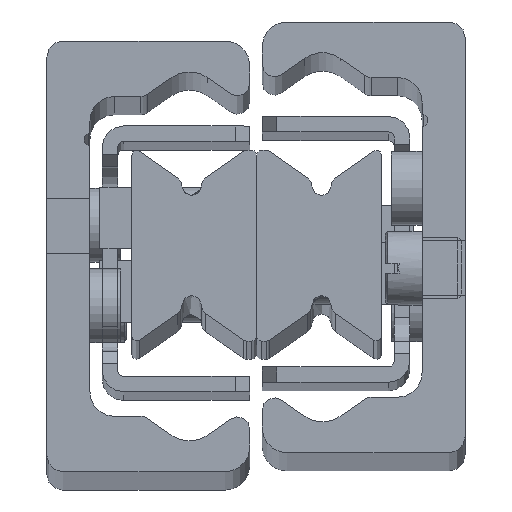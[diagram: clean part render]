
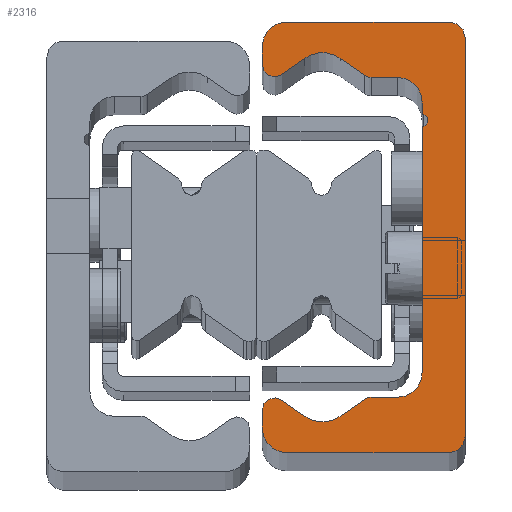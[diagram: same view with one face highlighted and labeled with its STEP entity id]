
A CAD part, top view. The second image highlights one B-rep face of the part: STEP entity #2316.
In plain terms, the highlighted face is planar.
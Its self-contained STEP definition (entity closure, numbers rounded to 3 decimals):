
#1309=CARTESIAN_POINT('',(-0.001,1.3,0.0));
#1310=VERTEX_POINT('',#1309);
#1317=CARTESIAN_POINT('',(1.299,0.,0.0));
#1318=VERTEX_POINT('',#1317);
#1319=CARTESIAN_POINT('',(1.299,1.3,0.0));
#1320=DIRECTION('',(0.0,0.0,1.0));
#1321=DIRECTION('',(-1.0,0.0,0.0));
#1322=AXIS2_PLACEMENT_3D('',#1319,#1320,#1321);
#1323=CIRCLE('',#1322,1.3);
#1324=EDGE_CURVE('',#1310,#1318,#1323,.T.);
#1348=CARTESIAN_POINT('',(-0.001,33.7,0.0));
#1349=VERTEX_POINT('',#1348);
#1356=CARTESIAN_POINT('',(-0.001,33.7,0.0));
#1357=DIRECTION('',(0.0,-1.0,0.0));
#1358=VECTOR('',#1357,32.4);
#1359=LINE('',#1356,#1358);
#1360=EDGE_CURVE('',#1349,#1310,#1359,.T.);
#1425=CARTESIAN_POINT('',(1.299,35.0,0.0));
#1426=VERTEX_POINT('',#1425);
#1433=CARTESIAN_POINT('',(1.299,33.7,0.0));
#1434=DIRECTION('',(0.0,0.0,1.0));
#1435=DIRECTION('',(0.0,1.0,0.0));
#1436=AXIS2_PLACEMENT_3D('',#1433,#1434,#1435);
#1437=CIRCLE('',#1436,1.3);
#1438=EDGE_CURVE('',#1426,#1349,#1437,.T.);
#1457=CARTESIAN_POINT('',(14.499,35.0,0.0));
#1458=VERTEX_POINT('',#1457);
#1465=CARTESIAN_POINT('',(14.499,35.0,0.0));
#1466=DIRECTION('',(-1.0,0.0,0.0));
#1467=VECTOR('',#1466,13.2);
#1468=LINE('',#1465,#1467);
#1469=EDGE_CURVE('',#1458,#1426,#1468,.T.);
#1489=CARTESIAN_POINT('',(16.499,33.0,0.0));
#1490=VERTEX_POINT('',#1489);
#1497=CARTESIAN_POINT('',(14.499,33.0,0.0));
#1498=DIRECTION('',(0.0,0.0,1.0));
#1499=DIRECTION('',(1.0,0.0,0.0));
#1500=AXIS2_PLACEMENT_3D('',#1497,#1498,#1499);
#1501=CIRCLE('',#1500,2.0);
#1502=EDGE_CURVE('',#1490,#1458,#1501,.T.);
#1521=CARTESIAN_POINT('',(16.499,31.542,0.0));
#1522=VERTEX_POINT('',#1521);
#1529=CARTESIAN_POINT('',(16.499,31.542,0.0));
#1530=DIRECTION('',(0.0,1.0,0.0));
#1531=VECTOR('',#1530,1.458);
#1532=LINE('',#1529,#1531);
#1533=EDGE_CURVE('',#1522,#1490,#1532,.T.);
#1553=CARTESIAN_POINT('',(14.926,30.723,0.0));
#1554=VERTEX_POINT('',#1553);
#1561=CARTESIAN_POINT('',(15.499,31.542,0.0));
#1562=DIRECTION('',(0.0,0.0,1.0));
#1563=DIRECTION('',(-0.574,-0.819,0.0));
#1564=AXIS2_PLACEMENT_3D('',#1561,#1562,#1563);
#1565=CIRCLE('',#1564,1.);
#1566=EDGE_CURVE('',#1554,#1522,#1565,.T.);
#1585=CARTESIAN_POINT('',(13.033,32.048,0.0));
#1586=VERTEX_POINT('',#1585);
#1593=CARTESIAN_POINT('',(13.033,32.048,0.0));
#1594=DIRECTION('',(0.819,-0.574,0.0));
#1595=VECTOR('',#1594,2.31);
#1596=LINE('',#1593,#1595);
#1597=EDGE_CURVE('',#1586,#1554,#1596,.T.);
#1617=CARTESIAN_POINT('',(10.165,32.048,0.0));
#1618=VERTEX_POINT('',#1617);
#1625=CARTESIAN_POINT('',(11.599,30.0,0.0));
#1626=DIRECTION('',(0.0,0.0,-1.));
#1627=DIRECTION('',(-0.574,-0.819,0.0));
#1628=AXIS2_PLACEMENT_3D('',#1625,#1626,#1627);
#1629=CIRCLE('',#1628,2.5);
#1630=EDGE_CURVE('',#1618,#1586,#1629,.T.);
#1649=CARTESIAN_POINT('',(8.213,30.681,0.0));
#1650=VERTEX_POINT('',#1649);
#1657=CARTESIAN_POINT('',(8.213,30.681,0.0));
#1658=DIRECTION('',(0.819,0.574,0.0));
#1659=VECTOR('',#1658,2.383);
#1660=LINE('',#1657,#1659);
#1661=EDGE_CURVE('',#1650,#1618,#1660,.T.);
#1681=CARTESIAN_POINT('',(7.64,30.5,0.0));
#1682=VERTEX_POINT('',#1681);
#1689=CARTESIAN_POINT('',(7.64,31.5,0.0));
#1690=DIRECTION('',(0.0,0.0,1.0));
#1691=DIRECTION('',(0.0,-1.0,0.0));
#1692=AXIS2_PLACEMENT_3D('',#1689,#1690,#1691);
#1693=CIRCLE('',#1692,1.);
#1694=EDGE_CURVE('',#1682,#1650,#1693,.T.);
#1713=CARTESIAN_POINT('',(5.499,30.5,0.0));
#1714=VERTEX_POINT('',#1713);
#1721=CARTESIAN_POINT('',(5.499,30.5,0.0));
#1722=DIRECTION('',(1.0,0.0,0.0));
#1723=VECTOR('',#1722,2.14);
#1724=LINE('',#1721,#1723);
#1725=EDGE_CURVE('',#1714,#1682,#1724,.T.);
#1745=CARTESIAN_POINT('',(3.499,28.5,0.0));
#1746=VERTEX_POINT('',#1745);
#1753=CARTESIAN_POINT('',(5.499,28.5,0.0));
#1754=DIRECTION('',(0.0,0.0,-1.0));
#1755=DIRECTION('',(0.0,-1.0,0.0));
#1756=AXIS2_PLACEMENT_3D('',#1753,#1754,#1755);
#1757=CIRCLE('',#1756,2.0);
#1758=EDGE_CURVE('',#1746,#1714,#1757,.T.);
#1777=CARTESIAN_POINT('',(3.499,27.671,0.0));
#1778=VERTEX_POINT('',#1777);
#1785=CARTESIAN_POINT('',(3.499,27.671,0.0));
#1786=DIRECTION('',(0.0,1.0,0.0));
#1787=VECTOR('',#1786,0.829);
#1788=LINE('',#1785,#1787);
#1789=EDGE_CURVE('',#1778,#1746,#1788,.T.);
#1809=CARTESIAN_POINT('',(3.357,27.479,0.0));
#1810=VERTEX_POINT('',#1809);
#1817=CARTESIAN_POINT('',(3.299,27.671,0.0));
#1818=DIRECTION('',(0.0,0.0,1.0));
#1819=DIRECTION('',(0.286,-0.958,0.0));
#1820=AXIS2_PLACEMENT_3D('',#1817,#1818,#1819);
#1821=CIRCLE('',#1820,0.2);
#1822=EDGE_CURVE('',#1810,#1778,#1821,.T.);
#1842=CARTESIAN_POINT('',(3.357,26.521,0.0));
#1843=VERTEX_POINT('',#1842);
#1850=CARTESIAN_POINT('',(3.499,27.0,0.0));
#1851=DIRECTION('',(0.0,0.0,-1.));
#1852=DIRECTION('',(0.286,-0.958,0.0));
#1853=AXIS2_PLACEMENT_3D('',#1850,#1851,#1852);
#1854=CIRCLE('',#1853,0.5);
#1855=EDGE_CURVE('',#1843,#1810,#1854,.T.);
#1875=CARTESIAN_POINT('',(3.499,26.329,0.0));
#1876=VERTEX_POINT('',#1875);
#1883=CARTESIAN_POINT('',(3.299,26.329,0.0));
#1884=DIRECTION('',(0.0,0.0,1.0));
#1885=DIRECTION('',(1.0,0.0,0.0));
#1886=AXIS2_PLACEMENT_3D('',#1883,#1884,#1885);
#1887=CIRCLE('',#1886,0.2);
#1888=EDGE_CURVE('',#1876,#1843,#1887,.T.);
#1907=CARTESIAN_POINT('',(3.499,6.5,0.0));
#1908=VERTEX_POINT('',#1907);
#1915=CARTESIAN_POINT('',(3.499,6.5,0.0));
#1916=DIRECTION('',(0.0,1.0,0.0));
#1917=VECTOR('',#1916,19.829);
#1918=LINE('',#1915,#1917);
#1919=EDGE_CURVE('',#1908,#1876,#1918,.T.);
#1984=CARTESIAN_POINT('',(5.499,4.5,0.0));
#1985=VERTEX_POINT('',#1984);
#1992=CARTESIAN_POINT('',(5.499,6.5,0.0));
#1993=DIRECTION('',(0.0,0.0,-1.0));
#1994=DIRECTION('',(1.0,0.0,0.0));
#1995=AXIS2_PLACEMENT_3D('',#1992,#1993,#1994);
#1996=CIRCLE('',#1995,2.0);
#1997=EDGE_CURVE('',#1985,#1908,#1996,.T.);
#2016=CARTESIAN_POINT('',(7.64,4.5,0.0));
#2017=VERTEX_POINT('',#2016);
#2024=CARTESIAN_POINT('',(7.64,4.5,0.0));
#2025=DIRECTION('',(-1.0,0.0,0.0));
#2026=VECTOR('',#2025,2.14);
#2027=LINE('',#2024,#2026);
#2028=EDGE_CURVE('',#2017,#1985,#2027,.T.);
#2048=CARTESIAN_POINT('',(8.213,4.319,0.0));
#2049=VERTEX_POINT('',#2048);
#2056=CARTESIAN_POINT('',(7.64,3.5,0.0));
#2057=DIRECTION('',(0.0,0.0,1.0));
#2058=DIRECTION('',(0.574,0.819,0.0));
#2059=AXIS2_PLACEMENT_3D('',#2056,#2057,#2058);
#2060=CIRCLE('',#2059,1.);
#2061=EDGE_CURVE('',#2049,#2017,#2060,.T.);
#2080=CARTESIAN_POINT('',(10.165,2.952,0.0));
#2081=VERTEX_POINT('',#2080);
#2088=CARTESIAN_POINT('',(10.165,2.952,0.0));
#2089=DIRECTION('',(-0.819,0.574,0.0));
#2090=VECTOR('',#2089,2.383);
#2091=LINE('',#2088,#2090);
#2092=EDGE_CURVE('',#2081,#2049,#2091,.T.);
#2112=CARTESIAN_POINT('',(13.033,2.952,0.0));
#2113=VERTEX_POINT('',#2112);
#2120=CARTESIAN_POINT('',(11.599,5.,0.0));
#2121=DIRECTION('',(0.0,0.0,-1.));
#2122=DIRECTION('',(0.574,0.819,0.0));
#2123=AXIS2_PLACEMENT_3D('',#2120,#2121,#2122);
#2124=CIRCLE('',#2123,2.5);
#2125=EDGE_CURVE('',#2113,#2081,#2124,.T.);
#2144=CARTESIAN_POINT('',(14.926,4.277,0.0));
#2145=VERTEX_POINT('',#2144);
#2152=CARTESIAN_POINT('',(14.926,4.277,0.0));
#2153=DIRECTION('',(-0.819,-0.574,0.0));
#2154=VECTOR('',#2153,2.31);
#2155=LINE('',#2152,#2154);
#2156=EDGE_CURVE('',#2145,#2113,#2155,.T.);
#2176=CARTESIAN_POINT('',(16.499,3.458,0.0));
#2177=VERTEX_POINT('',#2176);
#2184=CARTESIAN_POINT('',(15.499,3.458,0.0));
#2185=DIRECTION('',(0.0,0.0,1.0));
#2186=DIRECTION('',(1.0,0.0,0.0));
#2187=AXIS2_PLACEMENT_3D('',#2184,#2185,#2186);
#2188=CIRCLE('',#2187,1.);
#2189=EDGE_CURVE('',#2177,#2145,#2188,.T.);
#2208=CARTESIAN_POINT('',(16.499,2.,0.0));
#2209=VERTEX_POINT('',#2208);
#2216=CARTESIAN_POINT('',(16.499,2.,0.0));
#2217=DIRECTION('',(0.0,1.0,0.0));
#2218=VECTOR('',#2217,1.458);
#2219=LINE('',#2216,#2218);
#2220=EDGE_CURVE('',#2209,#2177,#2219,.T.);
#2240=CARTESIAN_POINT('',(14.499,0.,0.0));
#2241=VERTEX_POINT('',#2240);
#2248=CARTESIAN_POINT('',(14.499,2.,0.0));
#2249=DIRECTION('',(0.0,0.0,1.0));
#2250=DIRECTION('',(0.0,-1.0,0.0));
#2251=AXIS2_PLACEMENT_3D('',#2248,#2249,#2250);
#2252=CIRCLE('',#2251,2.0);
#2253=EDGE_CURVE('',#2241,#2209,#2252,.T.);
#2271=CARTESIAN_POINT('',(1.299,0.,0.0));
#2272=DIRECTION('',(1.0,0.0,0.0));
#2273=VECTOR('',#2272,13.2);
#2274=LINE('',#2271,#2273);
#2275=EDGE_CURVE('',#1318,#2241,#2274,.T.);
#2281=CARTESIAN_POINT('',(5.933,17.534,0.0));
#2282=DIRECTION('',(0.0,0.0,1.0));
#2283=DIRECTION('',(1.0,0.0,0.0));
#2284=AXIS2_PLACEMENT_3D('',#2281,#2282,#2283);
#2285=PLANE('',#2284);
#2286=ORIENTED_EDGE('',*,*,#2275,.F.);
#2287=ORIENTED_EDGE('',*,*,#1324,.F.);
#2288=ORIENTED_EDGE('',*,*,#1360,.F.);
#2289=ORIENTED_EDGE('',*,*,#1438,.F.);
#2290=ORIENTED_EDGE('',*,*,#1469,.F.);
#2291=ORIENTED_EDGE('',*,*,#1502,.F.);
#2292=ORIENTED_EDGE('',*,*,#1533,.F.);
#2293=ORIENTED_EDGE('',*,*,#1566,.F.);
#2294=ORIENTED_EDGE('',*,*,#1597,.F.);
#2295=ORIENTED_EDGE('',*,*,#1630,.F.);
#2296=ORIENTED_EDGE('',*,*,#1661,.F.);
#2297=ORIENTED_EDGE('',*,*,#1694,.F.);
#2298=ORIENTED_EDGE('',*,*,#1725,.F.);
#2299=ORIENTED_EDGE('',*,*,#1758,.F.);
#2300=ORIENTED_EDGE('',*,*,#1789,.F.);
#2301=ORIENTED_EDGE('',*,*,#1822,.F.);
#2302=ORIENTED_EDGE('',*,*,#1855,.F.);
#2303=ORIENTED_EDGE('',*,*,#1888,.F.);
#2304=ORIENTED_EDGE('',*,*,#1919,.F.);
#2305=ORIENTED_EDGE('',*,*,#1997,.F.);
#2306=ORIENTED_EDGE('',*,*,#2028,.F.);
#2307=ORIENTED_EDGE('',*,*,#2061,.F.);
#2308=ORIENTED_EDGE('',*,*,#2092,.F.);
#2309=ORIENTED_EDGE('',*,*,#2125,.F.);
#2310=ORIENTED_EDGE('',*,*,#2156,.F.);
#2311=ORIENTED_EDGE('',*,*,#2189,.F.);
#2312=ORIENTED_EDGE('',*,*,#2220,.F.);
#2313=ORIENTED_EDGE('',*,*,#2253,.F.);
#2314=EDGE_LOOP('',(#2286,#2287,#2288,#2289,#2290,#2291,#2292,#2293,#2294,#2295,#2296,#2297,#2298,#2299,#2300,#2301,#2302,#2303,#2304,#2305,#2306,#2307,#2308,#2309,#2310,#2311,#2312,#2313));
#2315=FACE_OUTER_BOUND('',#2314,.T.);
#2316=ADVANCED_FACE('',(#2315),#2285,.F.);
